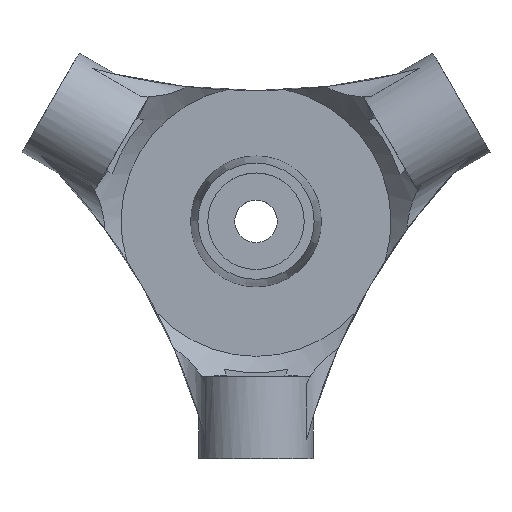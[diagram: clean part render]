
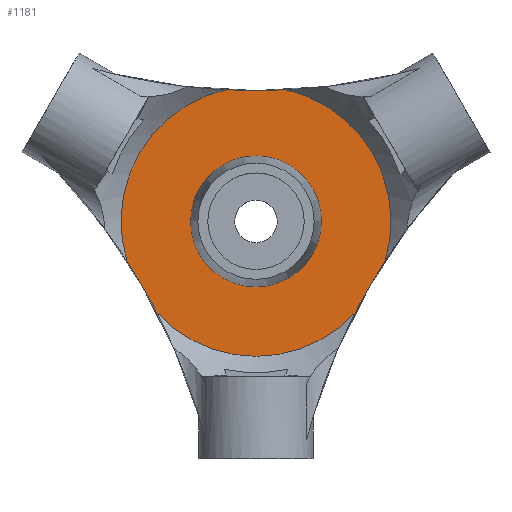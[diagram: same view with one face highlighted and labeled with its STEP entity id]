
A CAD part, top view. The second image highlights one B-rep face of the part: STEP entity #1181.
In plain terms, the highlighted planar face has unit normal (0, 0, 1).
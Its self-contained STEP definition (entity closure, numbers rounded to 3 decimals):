
#248=FACE_BOUND('',#326,.T.);
#256=FACE_OUTER_BOUND('',#325,.T.);
#325=EDGE_LOOP('',(#780,#781,#782,#783,#784,#785));
#326=EDGE_LOOP('',(#786));
#398=CIRCLE('',#1277,4.);
#399=CIRCLE('',#1279,37.886);
#400=CIRCLE('',#1280,8.25);
#401=CIRCLE('',#1281,37.886);
#402=CIRCLE('',#1282,8.25);
#403=CIRCLE('',#1283,37.886);
#404=CIRCLE('',#1284,8.25);
#458=VERTEX_POINT('',#1713);
#459=VERTEX_POINT('',#1717);
#460=VERTEX_POINT('',#1718);
#461=VERTEX_POINT('',#1720);
#462=VERTEX_POINT('',#1722);
#463=VERTEX_POINT('',#1724);
#464=VERTEX_POINT('',#1726);
#585=EDGE_CURVE('',#458,#458,#398,.T.);
#586=EDGE_CURVE('',#459,#460,#399,.T.);
#587=EDGE_CURVE('',#460,#461,#400,.T.);
#588=EDGE_CURVE('',#461,#462,#401,.T.);
#589=EDGE_CURVE('',#462,#463,#402,.T.);
#590=EDGE_CURVE('',#463,#464,#403,.T.);
#591=EDGE_CURVE('',#464,#459,#404,.T.);
#780=ORIENTED_EDGE('',*,*,#586,.T.);
#781=ORIENTED_EDGE('',*,*,#587,.T.);
#782=ORIENTED_EDGE('',*,*,#588,.T.);
#783=ORIENTED_EDGE('',*,*,#589,.T.);
#784=ORIENTED_EDGE('',*,*,#590,.T.);
#785=ORIENTED_EDGE('',*,*,#591,.T.);
#786=ORIENTED_EDGE('',*,*,#585,.F.);
#1158=PLANE('',#1278);
#1181=ADVANCED_FACE('',(#256,#248),#1158,.F.);
#1277=AXIS2_PLACEMENT_3D('',#1715,#1415,#1416);
#1278=AXIS2_PLACEMENT_3D('',#1716,#1417,#1418);
#1279=AXIS2_PLACEMENT_3D('',#1719,#1419,#1420);
#1280=AXIS2_PLACEMENT_3D('',#1721,#1421,#1422);
#1281=AXIS2_PLACEMENT_3D('',#1723,#1423,#1424);
#1282=AXIS2_PLACEMENT_3D('',#1725,#1425,#1426);
#1283=AXIS2_PLACEMENT_3D('',#1727,#1427,#1428);
#1284=AXIS2_PLACEMENT_3D('',#1728,#1429,#1430);
#1415=DIRECTION('center_axis',(0.,0.,1.));
#1416=DIRECTION('ref_axis',(-1.,0.,0.));
#1417=DIRECTION('center_axis',(0.,0.,-1.));
#1418=DIRECTION('ref_axis',(1.,0.,0.));
#1419=DIRECTION('center_axis',(0.,0.,-1.));
#1420=DIRECTION('ref_axis',(0.957,0.289,0.));
#1421=DIRECTION('center_axis',(0.,0.,1.));
#1422=DIRECTION('ref_axis',(-1.,0.,0.));
#1423=DIRECTION('center_axis',(0.,0.,-1.));
#1424=DIRECTION('ref_axis',(-0.729,0.685,0.));
#1425=DIRECTION('center_axis',(0.,0.,1.));
#1426=DIRECTION('ref_axis',(-1.,0.,0.));
#1427=DIRECTION('center_axis',(0.,0.,-1.));
#1428=DIRECTION('ref_axis',(-0.229,-0.973,0.));
#1429=DIRECTION('center_axis',(0.,0.,1.));
#1430=DIRECTION('ref_axis',(-1.,0.,0.));
#1713=CARTESIAN_POINT('',(4.,0.,2.));
#1715=CARTESIAN_POINT('Origin',(0.,0.,2.));
#1716=CARTESIAN_POINT('Origin',(0.,0.,2.));
#1717=CARTESIAN_POINT('',(-7.882,-2.437,2.));
#1718=CARTESIAN_POINT('',(-6.051,-5.608,2.));
#1719=CARTESIAN_POINT('Origin',(-39.739,-22.943,2.));
#1720=CARTESIAN_POINT('',(6.051,-5.608,2.));
#1721=CARTESIAN_POINT('Origin',(0.,0.,2.));
#1722=CARTESIAN_POINT('',(7.882,-2.437,2.));
#1723=CARTESIAN_POINT('Origin',(39.739,-22.943,2.));
#1724=CARTESIAN_POINT('',(1.831,8.044,2.));
#1725=CARTESIAN_POINT('Origin',(0.,0.,2.));
#1726=CARTESIAN_POINT('',(-1.831,8.044,2.));
#1727=CARTESIAN_POINT('Origin',(0.,45.886,2.));
#1728=CARTESIAN_POINT('Origin',(0.,0.,2.));
